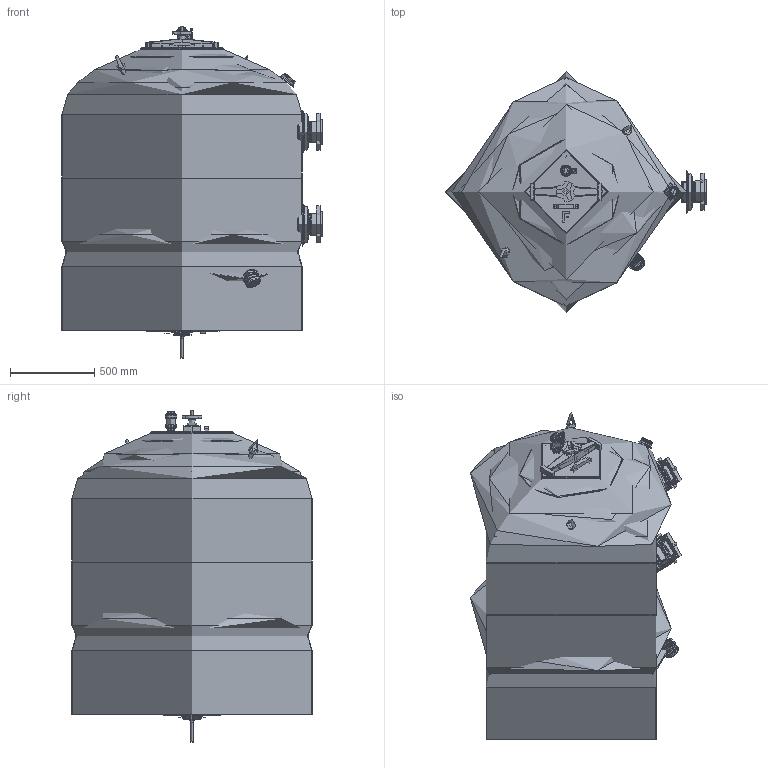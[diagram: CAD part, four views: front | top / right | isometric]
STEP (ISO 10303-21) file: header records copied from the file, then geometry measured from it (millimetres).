
FILE_DESCRIPTION( ( '' ), '1' );
FILE_NAME( '170705 HCFF551102WVA (VFSCN214011H).stp', '2017-07-17T11:46:19', ( 'Fiberpool Internacional' ), ( 'Fiberpool Internacional' ), 'PSStep 14.0', 'SolidEdgeST3', ' ' );
FILE_SCHEMA( ( 'AUTOMOTIVE_DESIGN { 1 0 10303 214 1 1 1 1 }' ) );
Length unit declared in the file: millimetre
Products named in the file (43): Sortida tornillos d-110 1400-1600-oa1; Manòmetre  ; filtre 1400 FB HAYW 170705-oa14; Sortida tornillos d-110 1400-1600-oa0; Tapa oval filtro industrial completa 2,5 BARS-oa6; Válvula de bola 32-1pols; Sortida descarga de arena 63-oa7; Manòmetre filtro industrial 2011 -oa11; Desaigua filtre industrial 1pols-oa10; Assem1; Base tapa ovalada filtro 2,5 BARS-oa3; Volante filtro-oa4; cos manòmetre filtre industrial; fons manòmetre; agulla manòmetre; vidre manòmetre; Varilla Roscada M-14x165mm Inox 304; TUERCA SUPERIOR SUJ_JUNTA TAP_OV; Base tapa ovalada filtro 2,5 BAR Act-oa2; cos válvula 32-1pols; manguito valvula bola 32-1pols; femella valvula 32-1pols; maneta válvula 32-1pols; Maneta tapa filtro; Puente; Machon doble rosca 1pols; ; Cos sortida plipropilè 63; femella pasant polipropilè 63; ; Bolt_DIN_580_M24_v8.00; Embellidor manòmetre PVC; Embellecedor d-125; casquillo 125-110; manguito portabrida d-110; Brida libre d-110; Tubo Ø110 L=130mm; bobinat sup d-1400-oa8; bobinat inf d-1400-oa9; embellidor ...
Bounding box: 1548.5 x 1430 x 1975.5 mm (x, y, z)
Volume: 258723707.5 mm3; surface area: 62593798.2 mm2
Topology: 168 solids, 168 shells, 4489 faces, 11345 edges, 7457 vertices
Faces by surface type: plane 2778, cylinder 1163, bspline 215, cone 169, torus 119, sphere 29, offset 10, extrusion 6
Full cylindrical faces by diameter (mm): 6 x45, 8 x8, 11.835 x5, 12 x5, 13 x8, 14 x5, 14.5 x5, 15.5 x4, 16 x4, 17 x40, 19.6 x5, 21 x7, 23 x4, 23.5 x8, 24 x10, 25 x15, 26 x16, 28 x3, 29 x5, 29.605 x8, 32 x23, 33 x3, 35.5 x7, 37.5 x4, 38 x4, 41.5 x15, 44.5 x15, 46 x4, 49 x15, 50 x7
Entity records: 60828 total; most frequent: CARTESIAN_POINT 37373, DIRECTION 3542, ORIENTED_EDGE 3272, EDGE_CURVE 1636, AXIS2_PLACEMENT_3D 1354, VERTEX_POINT 1163, EDGE_LOOP 1065, FACE_OUTER_BOUND 907
